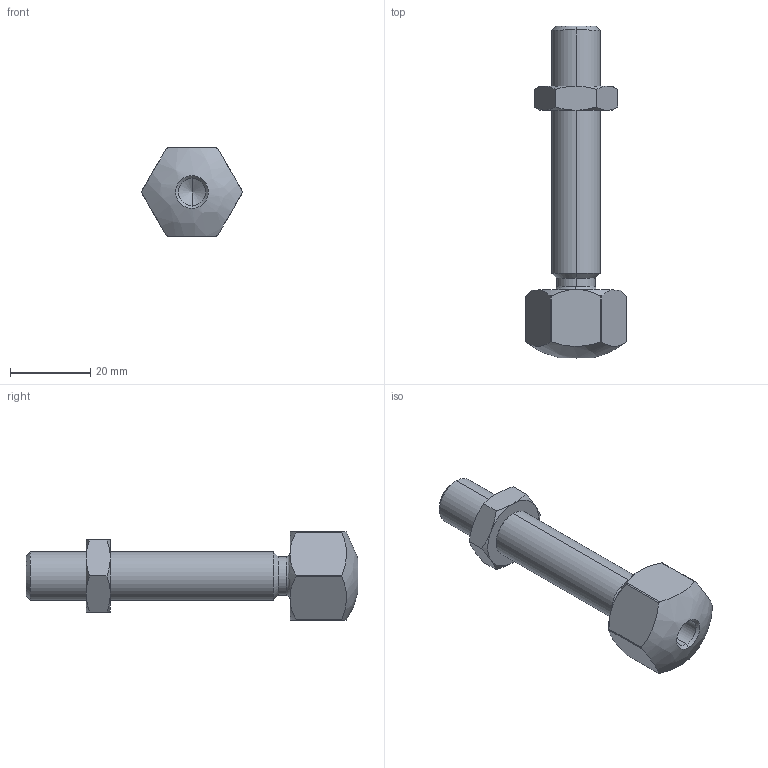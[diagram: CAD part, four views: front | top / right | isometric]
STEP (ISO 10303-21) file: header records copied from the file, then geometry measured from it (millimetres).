
FILE_DESCRIPTION (( 'STEP AP214' ), '1' );
FILE_NAME ('203600600.STEP', '2014-02-18T13:33:18', ( '' ), ( '' ), 'SwSTEP 2.0', 'SolidWorks 2014', '' );
FILE_SCHEMA (( 'AUTOMOTIVE_DESIGN' ));
Length unit declared in the file: millimetre
Products named in the file (1): 203600600
Bounding box: 25.2 x 82.98 x 22 mm (x, y, z)
Volume: 14523.8 mm3; surface area: 5543.5 mm2
Topology: 2 solids, 2 shells, 65 faces, 150 edges, 89 vertices
Faces by surface type: cone 30, cylinder 16, plane 16, bspline 3
Entity records: 2858 total; most frequent: CARTESIAN_POINT 692, ORIENTED_EDGE 296, DIRECTION 288, EDGE_CURVE 148, AXIS2_PLACEMENT_3D 121, VERTEX_POINT 89, UNCERTAINTY_MEASURE_WITH_UNIT 69, EDGE_LOOP 69
